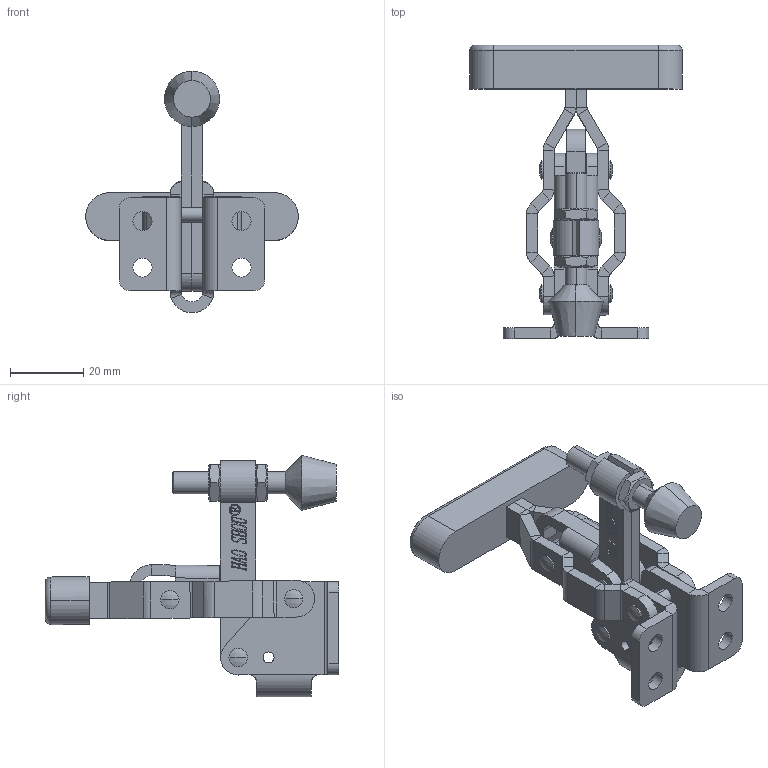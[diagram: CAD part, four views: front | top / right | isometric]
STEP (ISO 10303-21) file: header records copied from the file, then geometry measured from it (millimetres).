
FILE_DESCRIPTION (( 'STEP AP203' ), '1' );
FILE_NAME ('HS-12070.STEP', '2019-10-12T03:39:47', ( '微软用户' ), ( '微软中国' ), 'SwSTEP 2.0', 'SolidWorks 2012', '' );
FILE_SCHEMA (( 'CONFIG_CONTROL_DESIGN' ));
Length unit declared in the file: millimetre
Products named in the file (12): HS-12070; hexagon head bolts-full thread gb_GB_FASTENER_BOLT_STBAB A M6X40-C; hex thin nuts-grades ab-chamfered gb_GB_FASTENER_NUT_STNAB M6-N; 埴陑揤參; 酗种; 揤輸; 忒梟; 蟀裝; 筵忒參; 傻种; 楊擘菁釱
Assembly tree (15 placements, depth 2):
  HS-12070
    楊擘菁釱
    傻种  x2
    筵忒參
    蟀裝
    忒梟  x2
    揤輸
    埴陑揤參
    酗种  x2
    埴陑揤參
    hex thin nuts-grades ab-chamfered gb_GB_FASTENER_NUT_STNAB M6-N  x2
    hexagon head bolts-full thread gb_GB_FASTENER_BOLT_STBAB A M6X40-C
Bounding box: 58 x 80.14 x 65.89 mm (x, y, z)
Volume: 27740.5 mm3; surface area: 20821.9 mm2
Topology: 15 solids, 15 shells, 731 faces, 1830 edges, 1164 vertices
Faces by surface type: plane 394, cylinder 157, bspline 131, cone 30, sphere 16, torus 3
Entity records: 26779 total; most frequent: CARTESIAN_POINT 10704, ORIENTED_EDGE 3236, DIRECTION 2661, EDGE_CURVE 1618, VERTEX_POINT 1040, VECTOR 1023, LINE 1023, AXIS2_PLACEMENT_3D 819
